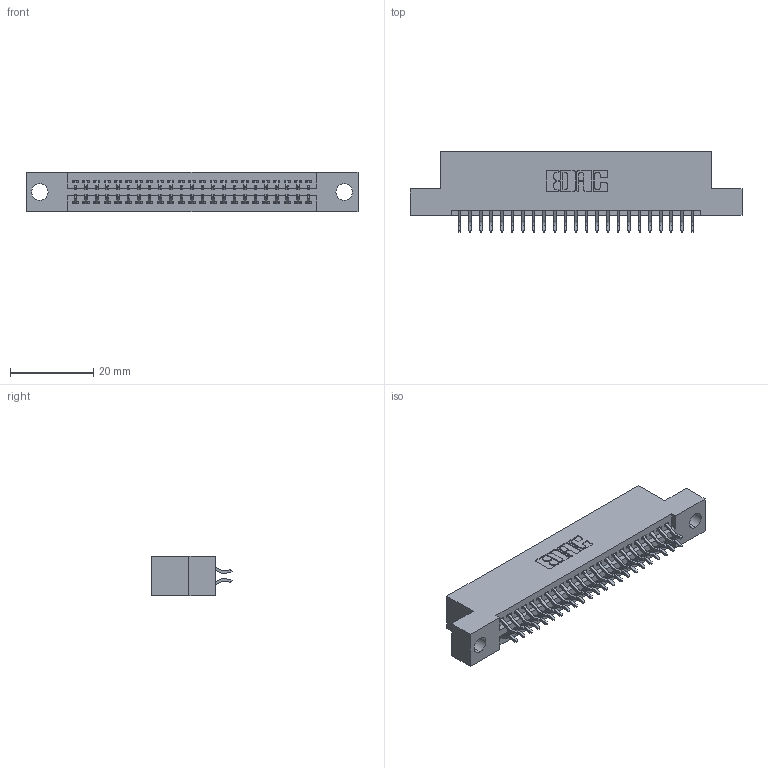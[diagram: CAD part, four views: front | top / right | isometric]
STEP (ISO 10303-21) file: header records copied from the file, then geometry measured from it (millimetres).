
FILE_DESCRIPTION (( 'STEP AP203' ), '1' );
FILE_NAME ('395-046-556-204.STEP', '2018-11-16T17:25:20', ( '' ), ( '' ), 'SwSTEP 2.0', 'SolidWorks 2016', '' );
FILE_SCHEMA (( 'CONFIG_CONTROL_DESIGN' ));
Length unit declared in the file: inch
Products named in the file (3): 345-292-001_556 Tail; 395-046-556-204; 345 Part_Flush Mounting Lugs - 0.156 Dia-TH
Assembly tree (47 placements, depth 2):
  395-046-556-204
    345 Part_Flush Mounting Lugs - 0.156 Dia-TH
    345-292-001_556 Tail  x46
Bounding box: 79.63 x 19.24 x 9.4 mm (x, y, z)
Volume: 7469.2 mm3; surface area: 10447.7 mm2
Topology: 47 solids, 47 shells, 2702 faces, 8023 edges, 5286 vertices
Faces by surface type: plane 1782, cylinder 920
Entity records: 20827 total; most frequent: CARTESIAN_POINT 3524, ORIENTED_EDGE 3446, DIRECTION 3119, EDGE_CURVE 1723, VECTOR 1491, LINE 1491, VERTEX_POINT 1146, AXIS2_PLACEMENT_3D 814
